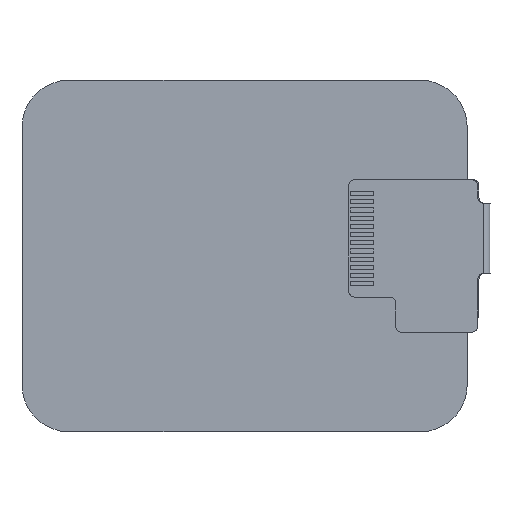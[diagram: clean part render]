
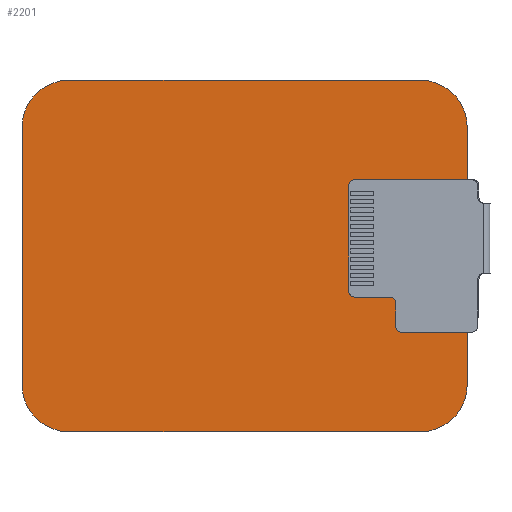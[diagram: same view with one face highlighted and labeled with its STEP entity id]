
A CAD part, front view. The second image highlights one B-rep face of the part: STEP entity #2201.
In plain terms, the highlighted planar face has unit normal (0, -1, 0).
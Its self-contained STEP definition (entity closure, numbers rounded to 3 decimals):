
#54=PLANE('',#2377);
#173=FACE_OUTER_BOUND('',#315,.T.);
#315=EDGE_LOOP('',(#1559,#1560,#1561,#1562,#1563,#1564,#1565,#1566));
#457=LINE('',#3221,#721);
#460=LINE('',#3227,#724);
#461=LINE('',#3231,#725);
#462=LINE('',#3235,#726);
#721=VECTOR('',#2575,10.);
#724=VECTOR('',#2580,10.);
#725=VECTOR('',#2583,10.);
#726=VECTOR('',#2586,10.);
#984=CIRCLE('',#2375,4.);
#985=CIRCLE('',#2378,4.);
#986=CIRCLE('',#2379,4.);
#987=CIRCLE('',#2380,4.);
#1033=VERTEX_POINT('',#3214);
#1034=VERTEX_POINT('',#3216);
#1035=VERTEX_POINT('',#3220);
#1037=VERTEX_POINT('',#3226);
#1038=VERTEX_POINT('',#3228);
#1039=VERTEX_POINT('',#3230);
#1040=VERTEX_POINT('',#3232);
#1041=VERTEX_POINT('',#3234);
#1241=EDGE_CURVE('',#1033,#1034,#984,.T.);
#1243=EDGE_CURVE('',#1034,#1035,#457,.T.);
#1246=EDGE_CURVE('',#1037,#1033,#460,.T.);
#1247=EDGE_CURVE('',#1038,#1037,#985,.T.);
#1248=EDGE_CURVE('',#1039,#1038,#461,.T.);
#1249=EDGE_CURVE('',#1040,#1039,#986,.T.);
#1250=EDGE_CURVE('',#1041,#1040,#462,.T.);
#1251=EDGE_CURVE('',#1035,#1041,#987,.T.);
#1559=ORIENTED_EDGE('',*,*,#1241,.F.);
#1560=ORIENTED_EDGE('',*,*,#1246,.F.);
#1561=ORIENTED_EDGE('',*,*,#1247,.F.);
#1562=ORIENTED_EDGE('',*,*,#1248,.F.);
#1563=ORIENTED_EDGE('',*,*,#1249,.F.);
#1564=ORIENTED_EDGE('',*,*,#1250,.F.);
#1565=ORIENTED_EDGE('',*,*,#1251,.F.);
#1566=ORIENTED_EDGE('',*,*,#1243,.F.);
#2201=ADVANCED_FACE('',(#173),#54,.F.);
#2375=AXIS2_PLACEMENT_3D('',#3217,#2570,#2571);
#2377=AXIS2_PLACEMENT_3D('',#3225,#2578,#2579);
#2378=AXIS2_PLACEMENT_3D('',#3229,#2581,#2582);
#2379=AXIS2_PLACEMENT_3D('',#3233,#2584,#2585);
#2380=AXIS2_PLACEMENT_3D('',#3236,#2587,#2588);
#2570=DIRECTION('center_axis',(0.,1.,0.));
#2571=DIRECTION('ref_axis',(0.707,0.,0.707));
#2575=DIRECTION('',(0.,0.,-1.));
#2578=DIRECTION('center_axis',(0.,1.,0.));
#2579=DIRECTION('ref_axis',(-1.,0.,0.));
#2580=DIRECTION('',(1.,0.,0.));
#2581=DIRECTION('center_axis',(0.,1.,0.));
#2582=DIRECTION('ref_axis',(-0.707,0.,0.707));
#2583=DIRECTION('',(0.,0.,1.));
#2584=DIRECTION('center_axis',(0.,1.,0.));
#2585=DIRECTION('ref_axis',(-0.707,0.,-0.707));
#2586=DIRECTION('',(-1.,0.,0.));
#2587=DIRECTION('center_axis',(0.,1.,0.));
#2588=DIRECTION('ref_axis',(0.707,0.,-0.707));
#3214=CARTESIAN_POINT('',(8.,25.5,18.));
#3216=CARTESIAN_POINT('',(12.,25.5,14.));
#3217=CARTESIAN_POINT('Origin',(8.,25.5,14.));
#3220=CARTESIAN_POINT('',(12.,25.5,-8.));
#3221=CARTESIAN_POINT('',(12.,25.5,18.));
#3225=CARTESIAN_POINT('Origin',(-7.,25.5,3.));
#3226=CARTESIAN_POINT('',(-22.,25.5,18.));
#3227=CARTESIAN_POINT('',(-26.,25.5,18.));
#3228=CARTESIAN_POINT('',(-26.,25.5,14.));
#3229=CARTESIAN_POINT('Origin',(-22.,25.5,14.));
#3230=CARTESIAN_POINT('',(-26.,25.5,-8.));
#3231=CARTESIAN_POINT('',(-26.,25.5,-12.));
#3232=CARTESIAN_POINT('',(-22.,25.5,-12.));
#3233=CARTESIAN_POINT('Origin',(-22.,25.5,-8.));
#3234=CARTESIAN_POINT('',(8.,25.5,-12.));
#3235=CARTESIAN_POINT('',(12.,25.5,-12.));
#3236=CARTESIAN_POINT('Origin',(8.,25.5,-8.));
